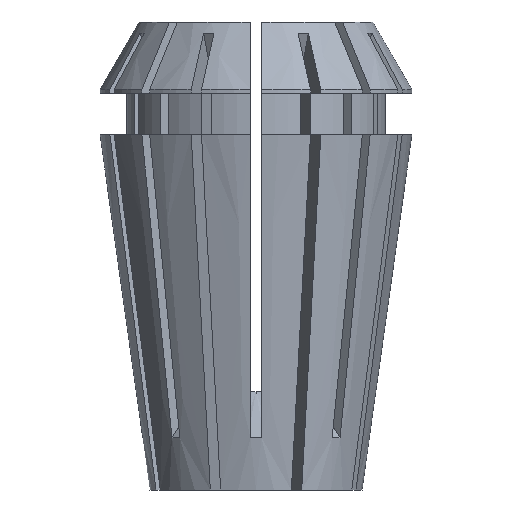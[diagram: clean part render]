
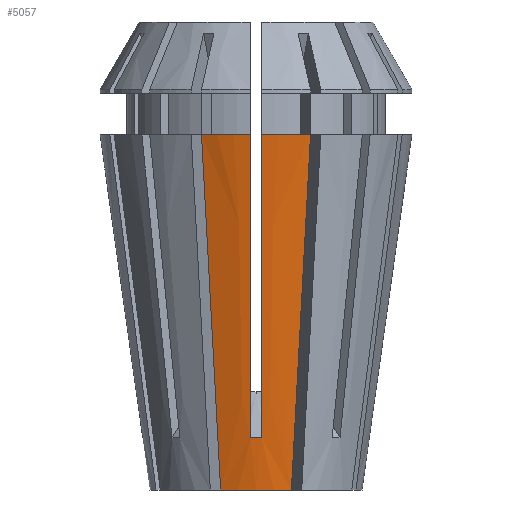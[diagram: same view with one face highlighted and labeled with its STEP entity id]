
A CAD part, left-side view. The second image highlights one B-rep face of the part: STEP entity #5057.
In plain terms, the highlighted conical face has half-angle 8 degrees and reference radius 7.141 mm.
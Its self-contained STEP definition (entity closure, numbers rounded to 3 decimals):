
#55 = AXIS2_PLACEMENT_3D ( 'NONE', #1416, #3974, #3943 ) ;
#61 = CARTESIAN_POINT ( 'NONE',  ( -9.774, -0.375, 18.785 ) ) ;
#110 = CARTESIAN_POINT ( 'NONE',  ( -8.223, 0.375, 7.757 ) ) ;
#122 = CARTESIAN_POINT ( 'NONE',  ( -9.838, 3.669, 23.9 ) ) ;
#346 = CARTESIAN_POINT ( 'NONE',  ( -6.732, -2.383, 0. ) ) ;
#400 = EDGE_CURVE ( 'NONE', #4822, #1519, #1165, .T. ) ;
#408 = CARTESIAN_POINT ( 'NONE',  ( -10.494, 0.375, 23.9 ) ) ;
#434 = CARTESIAN_POINT ( 'NONE',  ( 0., 0., 23.9 ) ) ;
#453 = DIRECTION ( 'NONE',  ( -1., 0., 0. ) ) ;
#477 = VERTEX_POINT ( 'NONE', #5107 ) ;
#499 = ORIENTED_EDGE ( 'NONE', *, *, #4199, .T. ) ;
#563 = AXIS2_PLACEMENT_3D ( 'NONE', #2537, #4607, #2933 ) ;
#650 = CARTESIAN_POINT ( 'NONE',  ( -7.638, -0.125, 3.51 ) ) ;
#691 = ORIENTED_EDGE ( 'NONE', *, *, #1657, .F. ) ;
#718 = CARTESIAN_POINT ( 'NONE',  ( -6.977, -2.484, 1.882 ) ) ;
#858 = CARTESIAN_POINT ( 'NONE',  ( -10.134, -0.375, 21.342 ) ) ;
#993 = VERTEX_POINT ( 'NONE', #2139 ) ;
#1061 = CARTESIAN_POINT ( 'NONE',  ( -9.838, 3.669, 23.9 ) ) ;
#1119 = CARTESIAN_POINT ( 'NONE',  ( -7.466, -2.687, 5.645 ) ) ;
#1130 = CARTESIAN_POINT ( 'NONE',  ( -9.048, -3.342, 17.815 ) ) ;
#1165 = CIRCLE ( 'NONE', #1913, 10.5 ) ;
#1256 = EDGE_CURVE ( 'NONE', #2892, #2300, #4365, .T. ) ;
#1287 = CARTESIAN_POINT ( 'NONE',  ( -6.977, 2.484, 1.882 ) ) ;
#1362 = EDGE_LOOP ( 'NONE', ( #4375, #1884, #2351, #4117, #1786, #499, #3849, #691 ) ) ;
#1416 = CARTESIAN_POINT ( 'NONE',  ( 0., 0., 23.9 ) ) ;
#1519 = VERTEX_POINT ( 'NONE', #1576 ) ;
#1534 = EDGE_CURVE ( 'NONE', #4822, #477, #4973, .T. ) ;
#1576 = CARTESIAN_POINT ( 'NONE',  ( -10.494, -0.375, 23.9 ) ) ;
#1596 = CONICAL_SURFACE ( 'NONE', #3655, 7.141, 0.14 ) ;
#1657 = EDGE_CURVE ( 'NONE', #2892, #993, #3868, .T. ) ;
#1700 = CARTESIAN_POINT ( 'NONE',  ( -9.774, 0.375, 18.785 ) ) ;
#1710 = DIRECTION ( 'NONE',  ( 0., 0., -1. ) ) ;
#1754 = DIRECTION ( 'NONE',  ( 1., 0., 0. ) ) ;
#1786 = ORIENTED_EDGE ( 'NONE', *, *, #400, .T. ) ;
#1873 = CARTESIAN_POINT ( 'NONE',  ( -7.627, 0.375, 3.521 ) ) ;
#1884 = ORIENTED_EDGE ( 'NONE', *, *, #2382, .T. ) ;
#1913 = AXIS2_PLACEMENT_3D ( 'NONE', #434, #1710, #453 ) ;
#2050 = CARTESIAN_POINT ( 'NONE',  ( -7.627, -0.375, 3.521 ) ) ;
#2109 = CARTESIAN_POINT ( 'NONE',  ( -8.223, -0.375, 7.757 ) ) ;
#2137 = CARTESIAN_POINT ( 'NONE',  ( -8.819, 0.375, 11.992 ) ) ;
#2139 = CARTESIAN_POINT ( 'NONE',  ( -7.627, 0.375, 3.521 ) ) ;
#2149 = CARTESIAN_POINT ( 'NONE',  ( -7.466, 2.687, 5.645 ) ) ;
#2300 = VERTEX_POINT ( 'NONE', #1061 ) ;
#2351 = ORIENTED_EDGE ( 'NONE', *, *, #4099, .F. ) ;
#2382 = EDGE_CURVE ( 'NONE', #2300, #2540, #3361, .T. ) ;
#2513 = CARTESIAN_POINT ( 'NONE',  ( -9.415, -0.375, 16.227 ) ) ;
#2537 = CARTESIAN_POINT ( 'NONE',  ( 0., 0., 0. ) ) ;
#2538 = CARTESIAN_POINT ( 'NONE',  ( -7.221, 2.585, 3.763 ) ) ;
#2540 = VERTEX_POINT ( 'NONE', #5076 ) ;
#2648 = FACE_OUTER_BOUND ( 'NONE', #1362, .T. ) ;
#2737 = B_SPLINE_CURVE_WITH_KNOTS ( 'NONE', 3,
 ( #1873, #4371, #650, #3147 ),
 .UNSPECIFIED., .F., .F.,
 ( 4, 4 ),
 ( 0., 0.001 ),
 .UNSPECIFIED. ) ;
#2764 = CARTESIAN_POINT ( 'NONE',  ( -8.257, -3.014, 11.73 ) ) ;
#2770 = B_SPLINE_CURVE_WITH_KNOTS ( 'NONE', 3,
 ( #4551, #858, #61, #2513, #2929, #2109, #2050 ),
 .UNSPECIFIED., .F., .F.,
 ( 4, 3, 4 ),
 ( 0.044, 0.052, 0.065 ),
 .UNSPECIFIED. ) ;
#2810 = CARTESIAN_POINT ( 'NONE',  ( -9.838, -3.669, 23.9 ) ) ;
#2892 = VERTEX_POINT ( 'NONE', #3224 ) ;
#2929 = CARTESIAN_POINT ( 'NONE',  ( -8.819, -0.375, 11.992 ) ) ;
#2933 = DIRECTION ( 'NONE',  ( -1., 0., 0. ) ) ;
#3147 = CARTESIAN_POINT ( 'NONE',  ( -7.627, -0.375, 3.521 ) ) ;
#3224 = CARTESIAN_POINT ( 'NONE',  ( -10.494, 0.375, 23.9 ) ) ;
#3289 = CARTESIAN_POINT ( 'NONE',  ( -10.134, 0.375, 21.342 ) ) ;
#3339 = CARTESIAN_POINT ( 'NONE',  ( -6.732, 2.383, 0. ) ) ;
#3361 = B_SPLINE_CURVE_WITH_KNOTS ( 'NONE', 3,
 ( #122, #4260, #4642, #2149, #2538, #1287, #3339 ),
 .UNSPECIFIED., .F., .F.,
 ( 4, 3, 4 ),
 ( 0., 0.018, 0.024 ),
 .UNSPECIFIED. ) ;
#3406 = CARTESIAN_POINT ( 'NONE',  ( -9.415, 0.375, 16.227 ) ) ;
#3655 = AXIS2_PLACEMENT_3D ( 'NONE', #4676, #4659, #1754 ) ;
#3849 = ORIENTED_EDGE ( 'NONE', *, *, #4655, .F. ) ;
#3868 = B_SPLINE_CURVE_WITH_KNOTS ( 'NONE', 3,
 ( #408, #3289, #1700, #3406, #2137, #110, #5042 ),
 .UNSPECIFIED., .F., .F.,
 ( 4, 3, 4 ),
 ( 0.044, 0.052, 0.065 ),
 .UNSPECIFIED. ) ;
#3943 = DIRECTION ( 'NONE',  ( -1., 0., 0. ) ) ;
#3974 = DIRECTION ( 'NONE',  ( 0., 0., -1. ) ) ;
#4064 = CARTESIAN_POINT ( 'NONE',  ( -9.838, -3.669, 23.9 ) ) ;
#4080 = CIRCLE ( 'NONE', #563, 7.141 ) ;
#4099 = EDGE_CURVE ( 'NONE', #477, #2540, #4080, .T. ) ;
#4117 = ORIENTED_EDGE ( 'NONE', *, *, #1534, .F. ) ;
#4199 = EDGE_CURVE ( 'NONE', #1519, #5329, #2770, .T. ) ;
#4260 = CARTESIAN_POINT ( 'NONE',  ( -9.048, 3.342, 17.815 ) ) ;
#4365 = CIRCLE ( 'NONE', #55, 10.5 ) ;
#4371 = CARTESIAN_POINT ( 'NONE',  ( -7.638, 0.125, 3.51 ) ) ;
#4375 = ORIENTED_EDGE ( 'NONE', *, *, #1256, .T. ) ;
#4551 = CARTESIAN_POINT ( 'NONE',  ( -10.494, -0.375, 23.9 ) ) ;
#4607 = DIRECTION ( 'NONE',  ( 0., 0., -1. ) ) ;
#4642 = CARTESIAN_POINT ( 'NONE',  ( -8.257, 3.014, 11.73 ) ) ;
#4655 = EDGE_CURVE ( 'NONE', #993, #5329, #2737, .T. ) ;
#4659 = DIRECTION ( 'NONE',  ( 0., 0., 1. ) ) ;
#4676 = CARTESIAN_POINT ( 'NONE',  ( 0., 0., 0. ) ) ;
#4822 = VERTEX_POINT ( 'NONE', #4064 ) ;
#4973 = B_SPLINE_CURVE_WITH_KNOTS ( 'NONE', 3,
 ( #2810, #1130, #2764, #1119, #5276, #718, #346 ),
 .UNSPECIFIED., .F., .F.,
 ( 4, 3, 4 ),
 ( 0., 0.018, 0.024 ),
 .UNSPECIFIED. ) ;
#5042 = CARTESIAN_POINT ( 'NONE',  ( -7.627, 0.375, 3.521 ) ) ;
#5057 = ADVANCED_FACE ( 'NONE', ( #2648 ), #1596, .T. ) ;
#5076 = CARTESIAN_POINT ( 'NONE',  ( -6.732, 2.383, 0. ) ) ;
#5107 = CARTESIAN_POINT ( 'NONE',  ( -6.732, -2.383, 0. ) ) ;
#5214 = CARTESIAN_POINT ( 'NONE',  ( -7.627, -0.375, 3.521 ) ) ;
#5276 = CARTESIAN_POINT ( 'NONE',  ( -7.221, -2.585, 3.763 ) ) ;
#5329 = VERTEX_POINT ( 'NONE', #5214 ) ;
